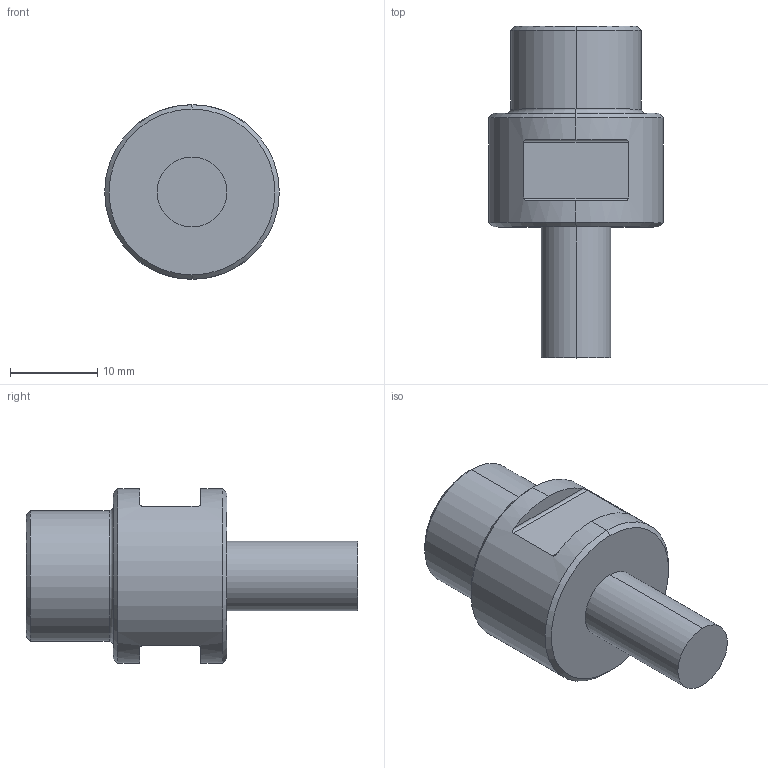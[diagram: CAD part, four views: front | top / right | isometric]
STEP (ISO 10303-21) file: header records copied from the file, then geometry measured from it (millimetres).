
FILE_DESCRIPTION (( 'STEP AP214' ), '1' );
FILE_NAME ('2-00001003.STEP', '2022-12-29T12:35:40', ( '' ), ( '' ), 'SwSTEP 2.0', 'SolidWorks 2020', '' );
FILE_SCHEMA (( 'AUTOMOTIVE_DESIGN' ));
Length unit declared in the file: millimetre
Products named in the file (1): 2-00001003
Bounding box: 20 x 38 x 20 mm (x, y, z)
Volume: 5600.4 mm3; surface area: 2703.3 mm2
Topology: 1 solids, 1 shells, 32 faces, 74 edges, 45 vertices
Faces by surface type: cylinder 12, plane 10, cone 8, torus 2
Entity records: 1016 total; most frequent: CARTESIAN_POINT 206, DIRECTION 164, ORIENTED_EDGE 144, EDGE_CURVE 72, AXIS2_PLACEMENT_3D 67, VERTEX_POINT 45, EDGE_LOOP 35, CIRCLE 34
